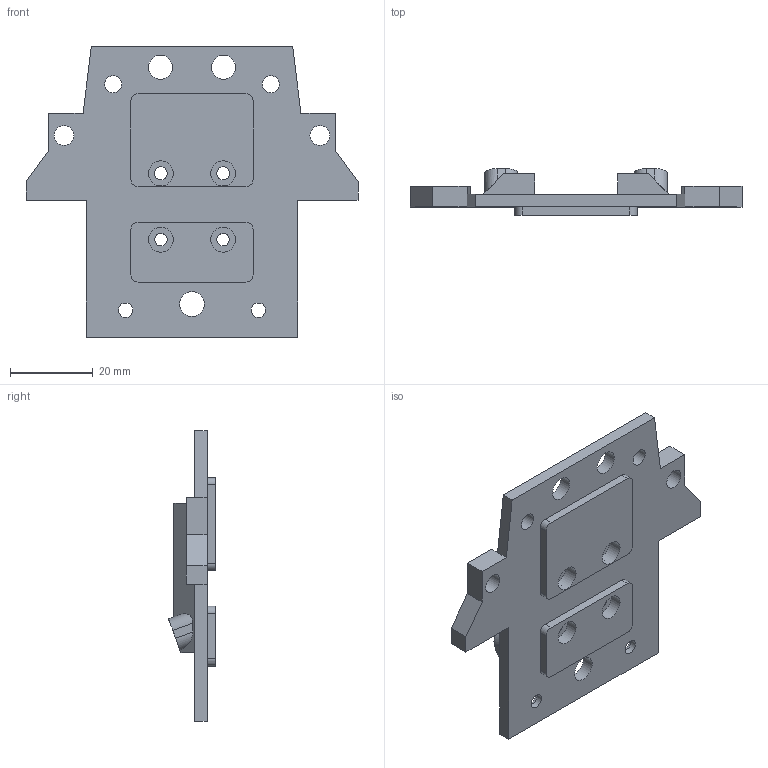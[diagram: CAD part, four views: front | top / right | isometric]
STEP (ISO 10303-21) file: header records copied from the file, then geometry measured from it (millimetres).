
FILE_DESCRIPTION(/* description */ (''),/* implementation_level */ '2;1');
FILE_NAME(/* name */ 'print head holder.step',/* time_stamp */ '2024-09-23T16:56:23-04:00',/* author */ (''),/* organization */ (''),/* preprocessor_version */ 'ST-DEVELOPER v20',/* originating_system */ 'Autodesk Translation Framework v13.14.0.145',/* authorisation */ '');
FILE_SCHEMA (('AUTOMOTIVE_DESIGN { 1 0 10303 214 3 1 1 }'));
Length unit declared in the file: millimetre
Products named in the file (2): print head holder; print head holder (1)
Assembly tree (1 placements, depth 2):
  print head holder
    print head holder (1)
Bounding box: 80 x 11.3 x 70 mm (x, y, z)
Volume: 17528.3 mm3; surface area: 10866.6 mm2
Topology: 1 solids, 1 shells, 103 faces, 261 edges, 172 vertices
Faces by surface type: plane 64, cylinder 37, cone 2
Full cylindrical faces by diameter (mm): 3 x4, 3.108 x2, 3.5 x2, 4.1 x2, 4.8 x2, 5.8 x2, 6 x7, 6.2 x2
Entity records: 3208 total; most frequent: DIRECTION 549, CARTESIAN_POINT 539, ORIENTED_EDGE 522, EDGE_CURVE 261, LINE 185, VECTOR 185, AXIS2_PLACEMENT_3D 182, VERTEX_POINT 172
